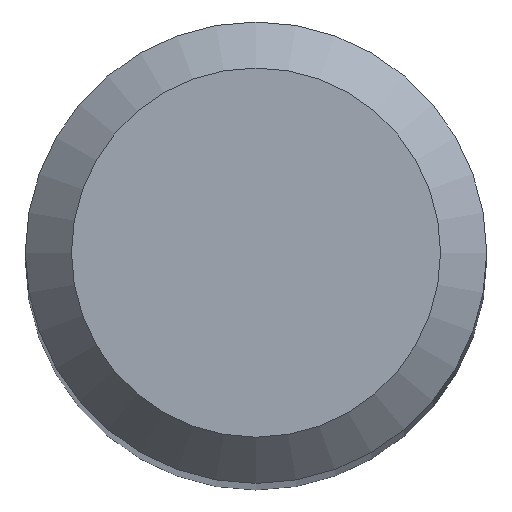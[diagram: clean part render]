
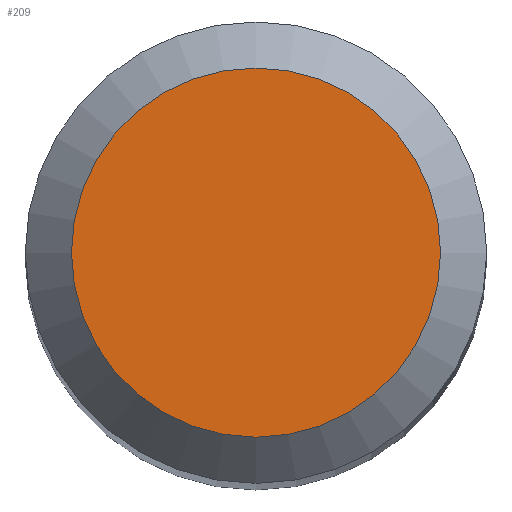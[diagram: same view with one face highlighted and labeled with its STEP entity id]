
A CAD part, top view. The second image highlights one B-rep face of the part: STEP entity #209.
In plain terms, the highlighted planar face has unit normal (0, 0, 1).
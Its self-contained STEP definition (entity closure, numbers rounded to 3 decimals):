
#23 = DIRECTION ( 'NONE',  ( 0., 1., 0. ) ) ;
#42 = CARTESIAN_POINT ( 'NONE',  ( 0., 0., 50. ) ) ;
#63 = AXIS2_PLACEMENT_3D ( 'NONE', #42, #64, #23 ) ;
#64 = DIRECTION ( 'NONE',  ( 0., 0., -1. ) ) ;
#77 = ORIENTED_EDGE ( 'NONE', *, *, #87, .F. ) ;
#87 = EDGE_CURVE ( 'NONE', #116, #116, #96, .T. ) ;
#96 = CIRCLE ( 'NONE', #113, 1.6 ) ;
#100 = FACE_OUTER_BOUND ( 'NONE', #212, .T. ) ;
#102 = CARTESIAN_POINT ( 'NONE',  ( 0., 0., 50. ) ) ;
#113 = AXIS2_PLACEMENT_3D ( 'NONE', #102, #201, #135 ) ;
#116 = VERTEX_POINT ( 'NONE', #156 ) ;
#135 = DIRECTION ( 'NONE',  ( 0., 1., 0. ) ) ;
#156 = CARTESIAN_POINT ( 'NONE',  ( 0., 1.6, 50. ) ) ;
#169 = PLANE ( 'NONE',  #63 ) ;
#201 = DIRECTION ( 'NONE',  ( 0., 0., -1. ) ) ;
#209 = ADVANCED_FACE ( 'NONE', ( #100 ), #169, .F. ) ;
#212 = EDGE_LOOP ( 'NONE', ( #77 ) ) ;
